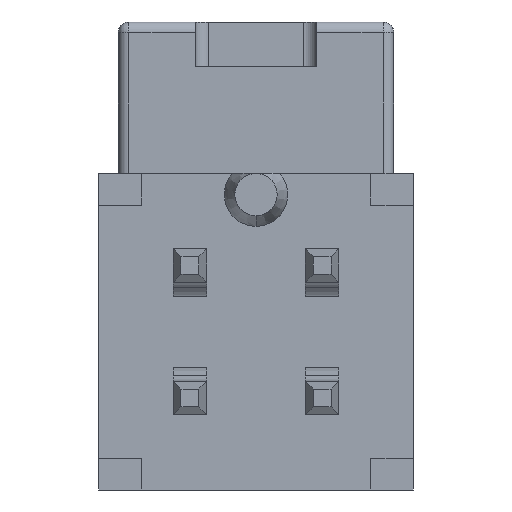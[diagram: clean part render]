
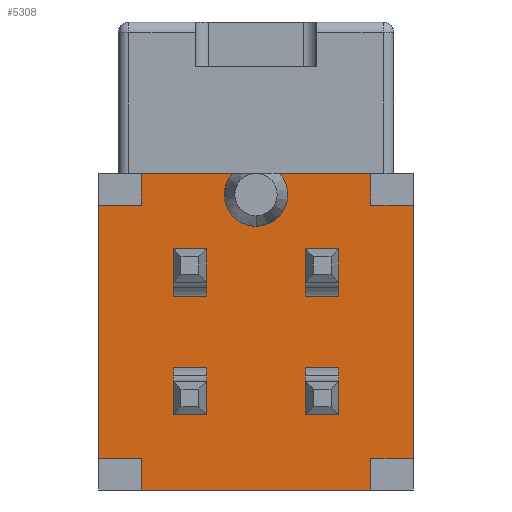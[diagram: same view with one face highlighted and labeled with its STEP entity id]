
A CAD part, front view. The second image highlights one B-rep face of the part: STEP entity #5308.
In plain terms, the highlighted planar face has unit normal (0, -1, 0).
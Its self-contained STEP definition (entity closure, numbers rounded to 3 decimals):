
#21 = EDGE_CURVE('',#22,#24,#26,.T.);
#22 = VERTEX_POINT('',#23);
#23 = CARTESIAN_POINT('',(0.803,0.6,1.74));
#24 = VERTEX_POINT('',#25);
#25 = CARTESIAN_POINT('',(0.65,0.6,1.34));
#26 = CIRCLE('',#27,0.6);
#27 = AXIS2_PLACEMENT_3D('',#28,#29,#30);
#28 = CARTESIAN_POINT('',(1.25,0.6,1.34));
#29 = DIRECTION('',(0.,-1.,0.));
#30 = DIRECTION('',(-0.745,0.,0.667));
#64 = EDGE_CURVE('',#24,#65,#67,.T.);
#65 = VERTEX_POINT('',#66);
#66 = CARTESIAN_POINT('',(1.85,0.6,1.34));
#67 = CIRCLE('',#68,0.6);
#68 = AXIS2_PLACEMENT_3D('',#69,#70,#71);
#69 = CARTESIAN_POINT('',(1.25,0.6,1.34));
#70 = DIRECTION('',(0.,-1.,0.));
#71 = DIRECTION('',(-0.745,0.,0.667));
#902 = EDGE_CURVE('',#903,#905,#907,.T.);
#903 = VERTEX_POINT('',#904);
#904 = CARTESIAN_POINT('',(0.318,0.6,-0.318));
#905 = VERTEX_POINT('',#906);
#906 = CARTESIAN_POINT('',(-0.318,0.6,-0.318));
#907 = LINE('',#908,#909);
#908 = CARTESIAN_POINT('',(0.318,0.6,-0.318));
#909 = VECTOR('',#910,1.);
#910 = DIRECTION('',(-1.,0.,0.));
#1046 = VERTEX_POINT('',#1047);
#1047 = CARTESIAN_POINT('',(-0.318,0.6,-2.183));
#1053 = EDGE_CURVE('',#1054,#1046,#1056,.T.);
#1054 = VERTEX_POINT('',#1055);
#1055 = CARTESIAN_POINT('',(-0.318,0.6,-2.818));
#1056 = LINE('',#1057,#1058);
#1057 = CARTESIAN_POINT('',(-0.318,0.6,-2.818));
#1058 = VECTOR('',#1059,1.);
#1059 = DIRECTION('',(0.,0.,1.));
#1084 = EDGE_CURVE('',#905,#1085,#1087,.T.);
#1085 = VERTEX_POINT('',#1086);
#1086 = CARTESIAN_POINT('',(-0.318,0.6,0.318));
#1087 = LINE('',#1088,#1089);
#1088 = CARTESIAN_POINT('',(-0.318,0.6,-0.318));
#1089 = VECTOR('',#1090,1.);
#1090 = DIRECTION('',(0.,0.,1.));
#1193 = EDGE_CURVE('',#1194,#1046,#1196,.T.);
#1194 = VERTEX_POINT('',#1195);
#1195 = CARTESIAN_POINT('',(0.318,0.6,-2.183));
#1196 = LINE('',#1197,#1198);
#1197 = CARTESIAN_POINT('',(0.318,0.6,-2.183));
#1198 = VECTOR('',#1199,1.);
#1199 = DIRECTION('',(-1.,0.,0.));
#1323 = EDGE_CURVE('',#1324,#1054,#1326,.T.);
#1324 = VERTEX_POINT('',#1325);
#1325 = CARTESIAN_POINT('',(0.318,0.6,-2.818));
#1326 = LINE('',#1327,#1328);
#1327 = CARTESIAN_POINT('',(0.318,0.6,-2.818));
#1328 = VECTOR('',#1329,1.);
#1329 = DIRECTION('',(-1.,0.,0.));
#1698 = EDGE_CURVE('',#1699,#1701,#1703,.T.);
#1699 = VERTEX_POINT('',#1700);
#1700 = CARTESIAN_POINT('',(2.818,0.6,-2.183));
#1701 = VERTEX_POINT('',#1702);
#1702 = CARTESIAN_POINT('',(2.183,0.6,-2.183));
#1703 = LINE('',#1704,#1705);
#1704 = CARTESIAN_POINT('',(2.818,0.6,-2.183));
#1705 = VECTOR('',#1706,1.);
#1706 = DIRECTION('',(-1.,0.,0.));
#1986 = EDGE_CURVE('',#1987,#1989,#1991,.T.);
#1987 = VERTEX_POINT('',#1988);
#1988 = CARTESIAN_POINT('',(2.818,0.6,-2.818));
#1989 = VERTEX_POINT('',#1990);
#1990 = CARTESIAN_POINT('',(2.183,0.6,-2.818));
#1991 = LINE('',#1992,#1993);
#1992 = CARTESIAN_POINT('',(2.818,0.6,-2.818));
#1993 = VECTOR('',#1994,1.);
#1994 = DIRECTION('',(-1.,0.,0.));
#2401 = EDGE_CURVE('',#2402,#2404,#2406,.T.);
#2402 = VERTEX_POINT('',#2403);
#2403 = CARTESIAN_POINT('',(2.818,0.6,-0.318));
#2404 = VERTEX_POINT('',#2405);
#2405 = CARTESIAN_POINT('',(2.183,0.6,-0.318));
#2406 = LINE('',#2407,#2408);
#2407 = CARTESIAN_POINT('',(2.818,0.6,-0.318));
#2408 = VECTOR('',#2409,1.);
#2409 = DIRECTION('',(-1.,0.,0.));
#2534 = EDGE_CURVE('',#1989,#1701,#2535,.T.);
#2535 = LINE('',#2536,#2537);
#2536 = CARTESIAN_POINT('',(2.183,0.6,-2.818));
#2537 = VECTOR('',#2538,1.);
#2538 = DIRECTION('',(0.,0.,1.));
#2559 = EDGE_CURVE('',#2404,#2560,#2562,.T.);
#2560 = VERTEX_POINT('',#2561);
#2561 = CARTESIAN_POINT('',(2.183,0.6,0.318));
#2562 = LINE('',#2563,#2564);
#2563 = CARTESIAN_POINT('',(2.183,0.6,-0.318));
#2564 = VECTOR('',#2565,1.);
#2565 = DIRECTION('',(0.,0.,1.));
#2654 = EDGE_CURVE('',#2655,#2560,#2657,.T.);
#2655 = VERTEX_POINT('',#2656);
#2656 = CARTESIAN_POINT('',(2.818,0.6,0.318));
#2657 = LINE('',#2658,#2659);
#2658 = CARTESIAN_POINT('',(2.818,0.6,0.318));
#2659 = VECTOR('',#2660,1.);
#2660 = DIRECTION('',(-1.,0.,0.));
#2773 = EDGE_CURVE('',#1987,#1699,#2774,.T.);
#2774 = LINE('',#2775,#2776);
#2775 = CARTESIAN_POINT('',(2.818,0.6,-2.818));
#2776 = VECTOR('',#2777,1.);
#2777 = DIRECTION('',(0.,0.,1.));
#2798 = EDGE_CURVE('',#2402,#2655,#2799,.T.);
#2799 = LINE('',#2800,#2801);
#2800 = CARTESIAN_POINT('',(2.818,0.6,-0.318));
#2801 = VECTOR('',#2802,1.);
#2802 = DIRECTION('',(0.,0.,1.));
#3404 = VERTEX_POINT('',#3405);
#3405 = CARTESIAN_POINT('',(3.42,0.6,1.14));
#3422 = VERTEX_POINT('',#3423);
#3423 = CARTESIAN_POINT('',(3.42,0.6,1.74));
#3429 = EDGE_CURVE('',#3422,#3404,#3430,.T.);
#3430 = LINE('',#3431,#3432);
#3431 = CARTESIAN_POINT('',(3.42,0.6,1.74));
#3432 = VECTOR('',#3433,1.);
#3433 = DIRECTION('',(0.,0.,-1.));
#3444 = VERTEX_POINT('',#3445);
#3445 = CARTESIAN_POINT('',(4.22,0.6,1.14));
#3460 = EDGE_CURVE('',#3444,#3404,#3461,.T.);
#3461 = LINE('',#3462,#3463);
#3462 = CARTESIAN_POINT('',(4.22,0.6,1.14));
#3463 = VECTOR('',#3464,1.);
#3464 = DIRECTION('',(-1.,0.,0.));
#3475 = VERTEX_POINT('',#3476);
#3476 = CARTESIAN_POINT('',(3.42,0.6,-4.24));
#3493 = VERTEX_POINT('',#3494);
#3494 = CARTESIAN_POINT('',(3.42,0.6,-3.64));
#3500 = EDGE_CURVE('',#3475,#3493,#3501,.T.);
#3501 = LINE('',#3502,#3503);
#3502 = CARTESIAN_POINT('',(3.42,0.6,-4.24));
#3503 = VECTOR('',#3504,1.);
#3504 = DIRECTION('',(0.,0.,1.));
#3524 = VERTEX_POINT('',#3525);
#3525 = CARTESIAN_POINT('',(4.22,0.6,-3.64));
#3531 = EDGE_CURVE('',#3524,#3493,#3532,.T.);
#3532 = LINE('',#3533,#3534);
#3533 = CARTESIAN_POINT('',(4.22,0.6,-3.64));
#3534 = VECTOR('',#3535,1.);
#3535 = DIRECTION('',(-1.,0.,0.));
#3570 = EDGE_CURVE('',#3524,#3444,#3571,.T.);
#3571 = LINE('',#3572,#3573);
#3572 = CARTESIAN_POINT('',(4.22,0.6,-3.64));
#3573 = VECTOR('',#3574,1.);
#3574 = DIRECTION('',(0.,0.,1.));
#3714 = VERTEX_POINT('',#3715);
#3715 = CARTESIAN_POINT('',(-0.92,0.6,-3.64));
#3723 = VERTEX_POINT('',#3724);
#3724 = CARTESIAN_POINT('',(-0.92,0.6,-4.24));
#3730 = EDGE_CURVE('',#3723,#3714,#3731,.T.);
#3731 = LINE('',#3732,#3733);
#3732 = CARTESIAN_POINT('',(-0.92,0.6,-4.24));
#3733 = VECTOR('',#3734,1.);
#3734 = DIRECTION('',(0.,0.,1.));
#3745 = VERTEX_POINT('',#3746);
#3746 = CARTESIAN_POINT('',(-1.72,0.6,-3.64));
#3754 = EDGE_CURVE('',#3745,#3714,#3755,.T.);
#3755 = LINE('',#3756,#3757);
#3756 = CARTESIAN_POINT('',(-1.72,0.6,-3.64));
#3757 = VECTOR('',#3758,1.);
#3758 = DIRECTION('',(1.,0.,0.));
#3769 = VERTEX_POINT('',#3770);
#3770 = CARTESIAN_POINT('',(-1.72,0.6,1.14));
#3801 = EDGE_CURVE('',#3745,#3769,#3802,.T.);
#3802 = LINE('',#3803,#3804);
#3803 = CARTESIAN_POINT('',(-1.72,0.6,-3.64));
#3804 = VECTOR('',#3805,1.);
#3805 = DIRECTION('',(0.,0.,1.));
#3816 = VERTEX_POINT('',#3817);
#3817 = CARTESIAN_POINT('',(-0.92,0.6,1.14));
#3825 = EDGE_CURVE('',#3769,#3816,#3826,.T.);
#3826 = LINE('',#3827,#3828);
#3827 = CARTESIAN_POINT('',(-1.72,0.6,1.14));
#3828 = VECTOR('',#3829,1.);
#3829 = DIRECTION('',(1.,0.,0.));
#3840 = VERTEX_POINT('',#3841);
#3841 = CARTESIAN_POINT('',(-0.92,0.6,1.74));
#3849 = EDGE_CURVE('',#3840,#3816,#3850,.T.);
#3850 = LINE('',#3851,#3852);
#3851 = CARTESIAN_POINT('',(-0.92,0.6,1.74));
#3852 = VECTOR('',#3853,1.);
#3853 = DIRECTION('',(0.,0.,-1.));
#3923 = EDGE_CURVE('',#65,#3924,#3926,.T.);
#3924 = VERTEX_POINT('',#3925);
#3925 = CARTESIAN_POINT('',(1.697,0.6,1.74));
#3926 = CIRCLE('',#3927,0.6);
#3927 = AXIS2_PLACEMENT_3D('',#3928,#3929,#3930);
#3928 = CARTESIAN_POINT('',(1.25,0.6,1.34));
#3929 = DIRECTION('',(0.,-1.,0.));
#3930 = DIRECTION('',(-0.745,0.,0.667));
#3986 = EDGE_CURVE('',#3924,#3422,#3987,.T.);
#3987 = LINE('',#3988,#3989);
#3988 = CARTESIAN_POINT('',(1.697,0.6,1.74));
#3989 = VECTOR('',#3990,1.);
#3990 = DIRECTION('',(1.,0.,0.));
#4054 = EDGE_CURVE('',#3840,#22,#4055,.T.);
#4055 = LINE('',#4056,#4057);
#4056 = CARTESIAN_POINT('',(-0.92,0.6,1.74));
#4057 = VECTOR('',#4058,1.);
#4058 = DIRECTION('',(1.,0.,0.));
#5132 = EDGE_CURVE('',#5133,#1085,#5135,.T.);
#5133 = VERTEX_POINT('',#5134);
#5134 = CARTESIAN_POINT('',(0.318,0.6,0.318));
#5135 = LINE('',#5136,#5137);
#5136 = CARTESIAN_POINT('',(0.318,0.6,0.318));
#5137 = VECTOR('',#5138,1.);
#5138 = DIRECTION('',(-1.,0.,0.));
#5244 = EDGE_CURVE('',#1324,#1194,#5245,.T.);
#5245 = LINE('',#5246,#5247);
#5246 = CARTESIAN_POINT('',(0.318,0.6,-2.818));
#5247 = VECTOR('',#5248,1.);
#5248 = DIRECTION('',(0.,0.,1.));
#5263 = EDGE_CURVE('',#903,#5133,#5264,.T.);
#5264 = LINE('',#5265,#5266);
#5265 = CARTESIAN_POINT('',(0.318,0.6,-0.318));
#5266 = VECTOR('',#5267,1.);
#5267 = DIRECTION('',(0.,0.,1.));
#5308 = ADVANCED_FACE('',(#5309,#5315,#5321,#5327,#5333),#5356,.T.);
#5309 = FACE_BOUND('',#5310,.T.);
#5310 = EDGE_LOOP('',(#5311,#5312,#5313,#5314));
#5311 = ORIENTED_EDGE('',*,*,#1323,.T.);
#5312 = ORIENTED_EDGE('',*,*,#1053,.T.);
#5313 = ORIENTED_EDGE('',*,*,#1193,.F.);
#5314 = ORIENTED_EDGE('',*,*,#5244,.F.);
#5315 = FACE_BOUND('',#5316,.T.);
#5316 = EDGE_LOOP('',(#5317,#5318,#5319,#5320));
#5317 = ORIENTED_EDGE('',*,*,#2559,.T.);
#5318 = ORIENTED_EDGE('',*,*,#2654,.F.);
#5319 = ORIENTED_EDGE('',*,*,#2798,.F.);
#5320 = ORIENTED_EDGE('',*,*,#2401,.T.);
#5321 = FACE_BOUND('',#5322,.T.);
#5322 = EDGE_LOOP('',(#5323,#5324,#5325,#5326));
#5323 = ORIENTED_EDGE('',*,*,#1986,.T.);
#5324 = ORIENTED_EDGE('',*,*,#2534,.T.);
#5325 = ORIENTED_EDGE('',*,*,#1698,.F.);
#5326 = ORIENTED_EDGE('',*,*,#2773,.F.);
#5327 = FACE_BOUND('',#5328,.T.);
#5328 = EDGE_LOOP('',(#5329,#5330,#5331,#5332));
#5329 = ORIENTED_EDGE('',*,*,#1084,.T.);
#5330 = ORIENTED_EDGE('',*,*,#5132,.F.);
#5331 = ORIENTED_EDGE('',*,*,#5263,.F.);
#5332 = ORIENTED_EDGE('',*,*,#902,.T.);
#5333 = FACE_BOUND('',#5334,.T.);
#5334 = EDGE_LOOP('',(#5335,#5336,#5337,#5338,#5339,#5340,#5341,#5347,
    #5348,#5349,#5350,#5351,#5352,#5353,#5354,#5355));
#5335 = ORIENTED_EDGE('',*,*,#4054,.F.);
#5336 = ORIENTED_EDGE('',*,*,#3849,.T.);
#5337 = ORIENTED_EDGE('',*,*,#3825,.F.);
#5338 = ORIENTED_EDGE('',*,*,#3801,.F.);
#5339 = ORIENTED_EDGE('',*,*,#3754,.T.);
#5340 = ORIENTED_EDGE('',*,*,#3730,.F.);
#5341 = ORIENTED_EDGE('',*,*,#5342,.T.);
#5342 = EDGE_CURVE('',#3723,#3475,#5343,.T.);
#5343 = LINE('',#5344,#5345);
#5344 = CARTESIAN_POINT('',(-0.92,0.6,-4.24));
#5345 = VECTOR('',#5346,1.);
#5346 = DIRECTION('',(1.,0.,0.));
#5347 = ORIENTED_EDGE('',*,*,#3500,.T.);
#5348 = ORIENTED_EDGE('',*,*,#3531,.F.);
#5349 = ORIENTED_EDGE('',*,*,#3570,.T.);
#5350 = ORIENTED_EDGE('',*,*,#3460,.T.);
#5351 = ORIENTED_EDGE('',*,*,#3429,.F.);
#5352 = ORIENTED_EDGE('',*,*,#3986,.F.);
#5353 = ORIENTED_EDGE('',*,*,#3923,.F.);
#5354 = ORIENTED_EDGE('',*,*,#64,.F.);
#5355 = ORIENTED_EDGE('',*,*,#21,.F.);
#5356 = PLANE('',#5357);
#5357 = AXIS2_PLACEMENT_3D('',#5358,#5359,#5360);
#5358 = CARTESIAN_POINT('',(-1.72,0.6,-4.24));
#5359 = DIRECTION('',(0.,-1.,0.));
#5360 = DIRECTION('',(0.,0.,-1.));
